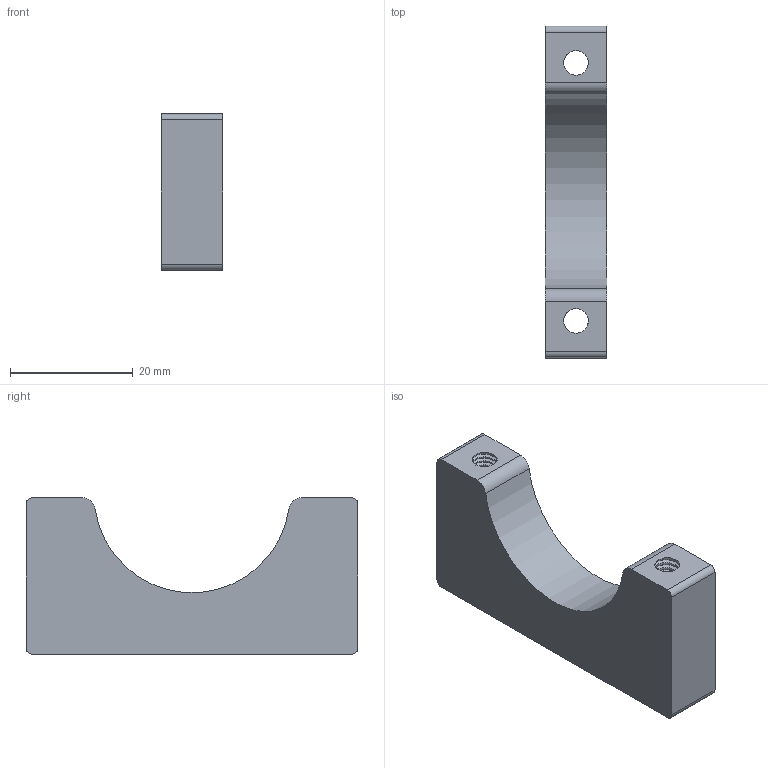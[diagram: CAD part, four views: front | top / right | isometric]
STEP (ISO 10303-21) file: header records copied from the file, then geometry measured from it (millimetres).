
FILE_DESCRIPTION (( 'STEP AP214' ), '1' );
FILE_NAME ('Bracket taille mini A.STEP', '2025-01-10T15:36:32', ( '' ), ( '' ), 'SwSTEP 2.0', 'SolidWorks 2025', '' );
FILE_SCHEMA (( 'AUTOMOTIVE_DESIGN' ));
Length unit declared in the file: millimetre
Products named in the file (1): Bracket taille mini A
Bounding box: 10 x 54 x 25.45 mm (x, y, z)
Volume: 8954.2 mm3; surface area: 4797.2 mm2
Topology: 1 solids, 1 shells, 82 faces, 222 edges, 144 vertices
Faces by surface type: cylinder 53, plane 17, bspline 12
Full cylindrical faces by diameter (mm): 4 x24, 5 x20
Entity records: 7870 total; most frequent: CARTESIAN_POINT 7008, ORIENTED_EDGE 184, DIRECTION 153, EDGE_CURVE 92, VERTEX_POINT 60, AXIS2_PLACEMENT_3D 51, LINE 51, VECTOR 51
